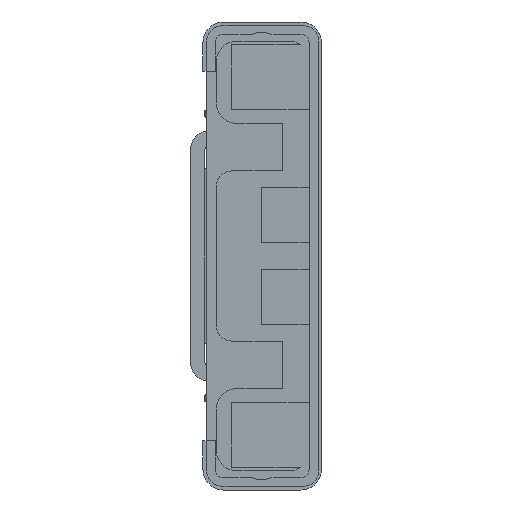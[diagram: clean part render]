
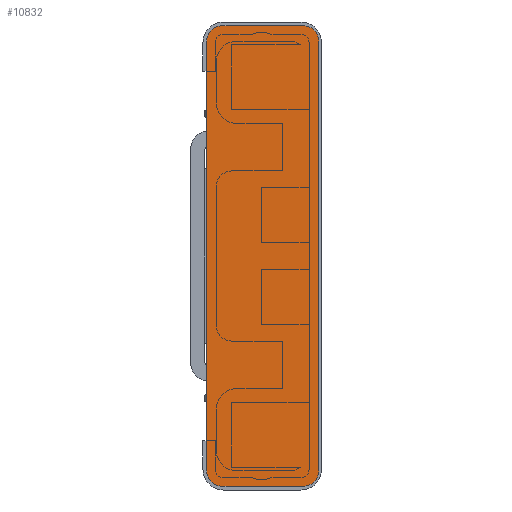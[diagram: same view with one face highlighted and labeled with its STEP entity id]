
A CAD part, front view. The second image highlights one B-rep face of the part: STEP entity #10832.
In plain terms, the highlighted planar face has unit normal (0, -1, 0).
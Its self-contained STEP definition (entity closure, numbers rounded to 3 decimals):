
#8780=CARTESIAN_POINT('',(20.825,0.,3.95));
#8781=DIRECTION('',(0.,-1.,0.));
#8782=DIRECTION('',(1.,0.,0.));
#8783=AXIS2_PLACEMENT_3D('',#8780,#8781,#8782);
#8785=DIRECTION('',(0.,0.,-1.));
#8786=VECTOR('',#8785,7.9);
#8787=CARTESIAN_POINT('',(22.325,0.,3.95));
#8788=LINE('',#8787,#8786);
#8789=CARTESIAN_POINT('',(20.825,0.,-3.95));
#8790=DIRECTION('',(0.,-1.,0.));
#8791=DIRECTION('',(0.,0.,-1.));
#8792=AXIS2_PLACEMENT_3D('',#8789,#8790,#8791);
#8794=DIRECTION('',(-1.,0.,0.));
#8795=VECTOR('',#8794,41.65);
#8796=CARTESIAN_POINT('',(20.825,0.,-5.45));
#8797=LINE('',#8796,#8795);
#8798=CARTESIAN_POINT('',(-20.825,0.,-3.95));
#8799=DIRECTION('',(0.,-1.,0.));
#8800=DIRECTION('',(-1.,0.,0.));
#8801=AXIS2_PLACEMENT_3D('',#8798,#8799,#8800);
#8803=DIRECTION('',(0.,0.,1.));
#8804=VECTOR('',#8803,7.9);
#8805=CARTESIAN_POINT('',(-22.325,0.,-3.95));
#8806=LINE('',#8805,#8804);
#8807=CARTESIAN_POINT('',(-20.825,0.,3.95));
#8808=DIRECTION('',(0.,-1.,0.));
#8809=DIRECTION('',(0.,0.,1.));
#8810=AXIS2_PLACEMENT_3D('',#8807,#8808,#8809);
#8812=DIRECTION('',(1.,0.,0.));
#8813=VECTOR('',#8812,41.65);
#8814=CARTESIAN_POINT('',(-20.825,0.,5.45));
#8815=LINE('',#8814,#8813);
#10663=CARTESIAN_POINT('',(22.325,0.,3.95));
#10664=CARTESIAN_POINT('',(20.825,0.,5.45));
#10665=VERTEX_POINT('',#10663);
#10666=VERTEX_POINT('',#10664);
#10671=CARTESIAN_POINT('',(20.825,0.,-5.45));
#10672=CARTESIAN_POINT('',(22.325,0.,-3.95));
#10673=VERTEX_POINT('',#10671);
#10674=VERTEX_POINT('',#10672);
#10679=CARTESIAN_POINT('',(-20.825,0.,5.45));
#10680=CARTESIAN_POINT('',(-22.325,0.,3.95));
#10681=VERTEX_POINT('',#10679);
#10682=VERTEX_POINT('',#10680);
#10687=CARTESIAN_POINT('',(-22.325,0.,-3.95));
#10688=CARTESIAN_POINT('',(-20.825,0.,-5.45));
#10689=VERTEX_POINT('',#10687);
#10690=VERTEX_POINT('',#10688);
#10809=CARTESIAN_POINT('',(0.,0.,0.));
#10810=DIRECTION('',(0.,1.,0.));
#10811=DIRECTION('',(1.,0.,0.));
#10812=AXIS2_PLACEMENT_3D('',#10809,#10810,#10811);
#10813=PLANE('',#10812);
#10815=ORIENTED_EDGE('',*,*,#10814,.F.);
#10817=ORIENTED_EDGE('',*,*,#10816,.T.);
#10819=ORIENTED_EDGE('',*,*,#10818,.F.);
#10821=ORIENTED_EDGE('',*,*,#10820,.T.);
#10823=ORIENTED_EDGE('',*,*,#10822,.F.);
#10825=ORIENTED_EDGE('',*,*,#10824,.T.);
#10827=ORIENTED_EDGE('',*,*,#10826,.F.);
#10829=ORIENTED_EDGE('',*,*,#10828,.T.);
#10830=EDGE_LOOP('',(#10815,#10817,#10819,#10821,#10823,#10825,#10827,#10829));
#10831=FACE_OUTER_BOUND('',#10830,.F.);
#10832=ADVANCED_FACE('',(#10831),#10813,.F.);
#8784=CIRCLE('',#8783,1.5);
#8793=CIRCLE('',#8792,1.5);
#8802=CIRCLE('',#8801,1.5);
#8811=CIRCLE('',#8810,1.5);
#10814=EDGE_CURVE('',#10665,#10666,#8784,.T.);
#10816=EDGE_CURVE('',#10665,#10674,#8788,.T.);
#10818=EDGE_CURVE('',#10673,#10674,#8793,.T.);
#10820=EDGE_CURVE('',#10673,#10690,#8797,.T.);
#10822=EDGE_CURVE('',#10689,#10690,#8802,.T.);
#10824=EDGE_CURVE('',#10689,#10682,#8806,.T.);
#10826=EDGE_CURVE('',#10681,#10682,#8811,.T.);
#10828=EDGE_CURVE('',#10681,#10666,#8815,.T.);
